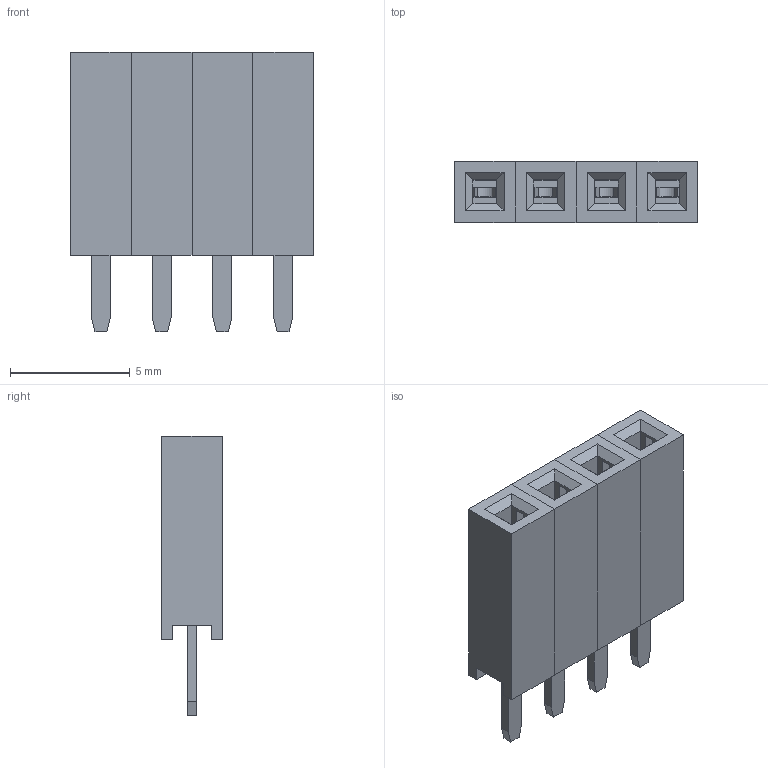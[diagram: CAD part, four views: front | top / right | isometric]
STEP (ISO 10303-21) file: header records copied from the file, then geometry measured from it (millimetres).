
FILE_DESCRIPTION (( 'STEP AP214' ), '1' );
FILE_NAME ('User Library-HeaderRangLuocDonThang2.54mm.STEP', '2017-11-30T01:00:41', ( '' ), ( '' ), 'SwSTEP 2.0', 'SolidWorks 2017', '' );
FILE_SCHEMA (( 'AUTOMOTIVE_DESIGN' ));
Length unit declared in the file: millimetre
Products named in the file (1): User Library-HeaderRangLuocDonThang2.54mm
Bounding box: 10.16 x 2.54 x 11.7 mm (x, y, z)
Volume: 182.9 mm3; surface area: 693.1 mm2
Topology: 4 solids, 4 shells, 192 faces, 536 edges, 352 vertices
Faces by surface type: plane 188, cylinder 4
Entity records: 8225 total; most frequent: CARTESIAN_POINT 1081, ORIENTED_EDGE 1072, DIRECTION 930, EDGE_CURVE 536, VECTOR 528, LINE 528, VERTEX_POINT 352, EDGE_LOOP 208
